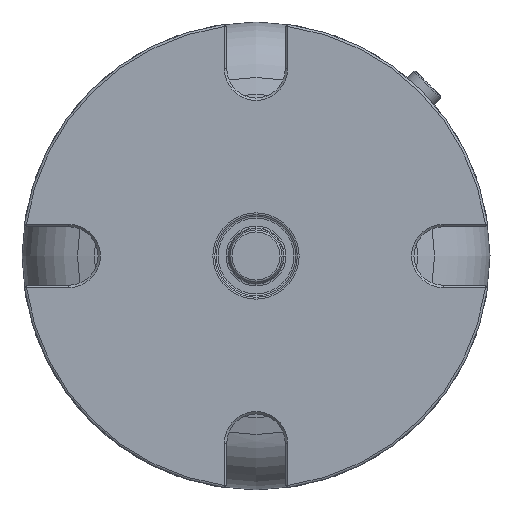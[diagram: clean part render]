
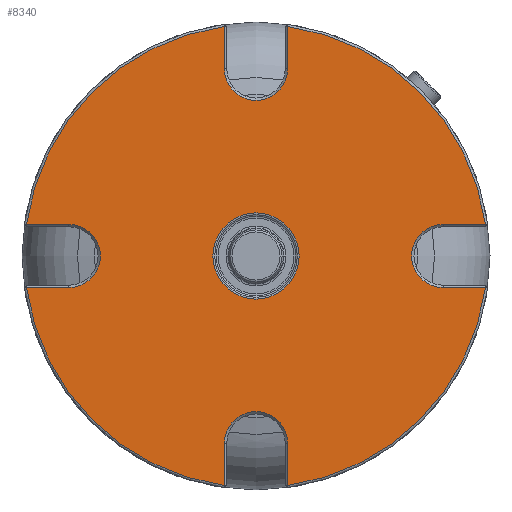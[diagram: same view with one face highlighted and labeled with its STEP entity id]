
A CAD part, front view. The second image highlights one B-rep face of the part: STEP entity #8340.
In plain terms, the highlighted planar face has unit normal (0, -1, 0).
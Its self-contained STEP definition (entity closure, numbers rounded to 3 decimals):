
#97 = DIRECTION ( 'NONE',  ( 0., 0., -1. ) ) ;
#99 = CARTESIAN_POINT ( 'NONE',  ( 0., 0., -40. ) ) ;
#204 = VECTOR ( 'NONE', #5678, 1000. ) ;
#345 = CARTESIAN_POINT ( 'NONE',  ( 6.75, 0., -49.038 ) ) ;
#370 = DIRECTION ( 'NONE',  ( 0., 0., -1. ) ) ;
#468 = EDGE_CURVE ( 'NONE', #4701, #11521, #9716, .T. ) ;
#589 = AXIS2_PLACEMENT_3D ( 'NONE', #11400, #8355, #5955 ) ;
#595 = DIRECTION ( 'NONE',  ( 0., -1., 0. ) ) ;
#646 = EDGE_CURVE ( 'NONE', #10652, #2572, #4627, .T. ) ;
#746 = CIRCLE ( 'NONE', #7810, 49.5 ) ;
#884 = CARTESIAN_POINT ( 'NONE',  ( 0., 0., 40. ) ) ;
#1198 = CARTESIAN_POINT ( 'NONE',  ( -6.75, 0., -40. ) ) ;
#1392 = DIRECTION ( 'NONE',  ( 0., 1., 0. ) ) ;
#1410 = CARTESIAN_POINT ( 'NONE',  ( 0., 0., 0. ) ) ;
#1596 = EDGE_LOOP ( 'NONE', ( #12486, #5561, #7477, #3980, #3950, #3240, #11308, #10915, #2161, #2934, #12007, #5281, #6434, #3691, #1653, #10324 ) ) ;
#1653 = ORIENTED_EDGE ( 'NONE', *, *, #8698, .T. ) ;
#1744 = CARTESIAN_POINT ( 'NONE',  ( 6.75, 0., -49.104 ) ) ;
#2161 = ORIENTED_EDGE ( 'NONE', *, *, #5841, .T. ) ;
#2210 = CARTESIAN_POINT ( 'NONE',  ( 9.214, 0., 0. ) ) ;
#2239 = CARTESIAN_POINT ( 'NONE',  ( 40., 0., -6.75 ) ) ;
#2438 = EDGE_CURVE ( 'NONE', #3936, #7740, #2715, .T. ) ;
#2572 = VERTEX_POINT ( 'NONE', #10766 ) ;
#2595 = CARTESIAN_POINT ( 'NONE',  ( -49.104, 0., -6.75 ) ) ;
#2715 = LINE ( 'NONE', #7646, #12420 ) ;
#2723 = VECTOR ( 'NONE', #12249, 1000. ) ;
#2765 = CARTESIAN_POINT ( 'NONE',  ( -40., 0., -6.75 ) ) ;
#2884 = VECTOR ( 'NONE', #5455, 1000. ) ;
#2893 = AXIS2_PLACEMENT_3D ( 'NONE', #884, #5903, #97 ) ;
#2934 = ORIENTED_EDGE ( 'NONE', *, *, #10949, .T. ) ;
#3173 = CARTESIAN_POINT ( 'NONE',  ( 49.038, 0., -6.75 ) ) ;
#3240 = ORIENTED_EDGE ( 'NONE', *, *, #9525, .T. ) ;
#3366 = AXIS2_PLACEMENT_3D ( 'NONE', #99, #1392, #370 ) ;
#3368 = DIRECTION ( 'NONE',  ( 0., -1., 0. ) ) ;
#3433 = AXIS2_PLACEMENT_3D ( 'NONE', #5805, #7806, #11683 ) ;
#3449 = VECTOR ( 'NONE', #10618, 1000. ) ;
#3495 = EDGE_CURVE ( 'NONE', #11129, #11877, #9002, .T. ) ;
#3588 = VERTEX_POINT ( 'NONE', #11154 ) ;
#3660 = LINE ( 'NONE', #6744, #2723 ) ;
#3691 = ORIENTED_EDGE ( 'NONE', *, *, #10481, .T. ) ;
#3754 = DIRECTION ( 'NONE',  ( 0., 0., -1. ) ) ;
#3791 = VERTEX_POINT ( 'NONE', #7899 ) ;
#3936 = VERTEX_POINT ( 'NONE', #9366 ) ;
#3950 = ORIENTED_EDGE ( 'NONE', *, *, #12294, .T. ) ;
#3980 = ORIENTED_EDGE ( 'NONE', *, *, #6970, .T. ) ;
#4136 = LINE ( 'NONE', #2595, #11548 ) ;
#4157 = EDGE_CURVE ( 'NONE', #2572, #3588, #9630, .T. ) ;
#4356 = CARTESIAN_POINT ( 'NONE',  ( 40., 0., -6.75 ) ) ;
#4412 = DIRECTION ( 'NONE',  ( 0., 0., -1. ) ) ;
#4627 = LINE ( 'NONE', #8418, #2884 ) ;
#4701 = VERTEX_POINT ( 'NONE', #6534 ) ;
#4819 = VERTEX_POINT ( 'NONE', #345 ) ;
#4850 = EDGE_CURVE ( 'NONE', #11078, #10199, #9846, .T. ) ;
#4855 = LINE ( 'NONE', #7884, #3449 ) ;
#5109 = CIRCLE ( 'NONE', #2893, 6.75 ) ;
#5119 = DIRECTION ( 'NONE',  ( 0., -1., 0. ) ) ;
#5190 = FACE_BOUND ( 'NONE', #6511, .T. ) ;
#5281 = ORIENTED_EDGE ( 'NONE', *, *, #12076, .T. ) ;
#5455 = DIRECTION ( 'NONE',  ( 1., 0., 0. ) ) ;
#5561 = ORIENTED_EDGE ( 'NONE', *, *, #646, .T. ) ;
#5654 = AXIS2_PLACEMENT_3D ( 'NONE', #11125, #595, #4412 ) ;
#5678 = DIRECTION ( 'NONE',  ( 0., 0., -1. ) ) ;
#5805 = CARTESIAN_POINT ( 'NONE',  ( -40., 0., 0. ) ) ;
#5841 = EDGE_CURVE ( 'NONE', #7740, #8588, #9889, .T. ) ;
#5903 = DIRECTION ( 'NONE',  ( 0., 1., 0. ) ) ;
#5955 = DIRECTION ( 'NONE',  ( 0., 0., -1. ) ) ;
#6072 = CIRCLE ( 'NONE', #589, 9.214 ) ;
#6148 = FACE_OUTER_BOUND ( 'NONE', #1596, .T. ) ;
#6407 = DIRECTION ( 'NONE',  ( 1., 0., 0. ) ) ;
#6434 = ORIENTED_EDGE ( 'NONE', *, *, #3495, .T. ) ;
#6511 = EDGE_LOOP ( 'NONE', ( #10061 ) ) ;
#6534 = CARTESIAN_POINT ( 'NONE',  ( -49.038, 0., -6.75 ) ) ;
#6561 = CARTESIAN_POINT ( 'NONE',  ( -6.75, 0., -49.038 ) ) ;
#6744 = CARTESIAN_POINT ( 'NONE',  ( 6.75, 0., 40. ) ) ;
#6814 = AXIS2_PLACEMENT_3D ( 'NONE', #9946, #3368, #7219 ) ;
#6970 = EDGE_CURVE ( 'NONE', #3588, #9319, #3660, .T. ) ;
#7219 = DIRECTION ( 'NONE',  ( 0., 0., -1. ) ) ;
#7233 = CARTESIAN_POINT ( 'NONE',  ( 40., 0., 6.75 ) ) ;
#7477 = ORIENTED_EDGE ( 'NONE', *, *, #4157, .T. ) ;
#7541 = LINE ( 'NONE', #11355, #11582 ) ;
#7646 = CARTESIAN_POINT ( 'NONE',  ( -40., 0., 6.75 ) ) ;
#7740 = VERTEX_POINT ( 'NONE', #9978 ) ;
#7806 = DIRECTION ( 'NONE',  ( 0., 1., 0. ) ) ;
#7810 = AXIS2_PLACEMENT_3D ( 'NONE', #9363, #11363, #12466 ) ;
#7846 = CARTESIAN_POINT ( 'NONE',  ( 40., 0., 0. ) ) ;
#7879 = CARTESIAN_POINT ( 'NONE',  ( 0., 0., -9.214 ) ) ;
#7884 = CARTESIAN_POINT ( 'NONE',  ( -6.75, 0., 49.104 ) ) ;
#7899 = CARTESIAN_POINT ( 'NONE',  ( -6.75, 0., 49.038 ) ) ;
#7907 = AXIS2_PLACEMENT_3D ( 'NONE', #1410, #11931, #8258 ) ;
#8161 = PLANE ( 'NONE',  #11873 ) ;
#8185 = EDGE_CURVE ( 'NONE', #3791, #3936, #746, .T. ) ;
#8258 = DIRECTION ( 'NONE',  ( 0., 0., -1. ) ) ;
#8340 = ADVANCED_FACE ( 'NONE', ( #6148, #5190 ), #8161, .T. ) ;
#8355 = DIRECTION ( 'NONE',  ( 0., -1., 0. ) ) ;
#8418 = CARTESIAN_POINT ( 'NONE',  ( 49.104, 0., 6.75 ) ) ;
#8462 = CIRCLE ( 'NONE', #5654, 49.5 ) ;
#8588 = VERTEX_POINT ( 'NONE', #2765 ) ;
#8698 = EDGE_CURVE ( 'NONE', #4819, #11078, #8462, .T. ) ;
#9002 = CIRCLE ( 'NONE', #3366, 6.75 ) ;
#9029 = DIRECTION ( 'NONE',  ( 0., 0., -1. ) ) ;
#9216 = EDGE_CURVE ( 'NONE', #10994, #10994, #6072, .T. ) ;
#9319 = VERTEX_POINT ( 'NONE', #11075 ) ;
#9334 = AXIS2_PLACEMENT_3D ( 'NONE', #7846, #11717, #3754 ) ;
#9363 = CARTESIAN_POINT ( 'NONE',  ( 0., 0., 0. ) ) ;
#9366 = CARTESIAN_POINT ( 'NONE',  ( -49.038, 0., 6.75 ) ) ;
#9415 = DIRECTION ( 'NONE',  ( -1., 0., 0. ) ) ;
#9525 = EDGE_CURVE ( 'NONE', #9796, #3791, #4855, .T. ) ;
#9630 = CIRCLE ( 'NONE', #6814, 49.5 ) ;
#9716 = CIRCLE ( 'NONE', #7907, 49.5 ) ;
#9796 = VERTEX_POINT ( 'NONE', #10360 ) ;
#9846 = LINE ( 'NONE', #4356, #12479 ) ;
#9889 = CIRCLE ( 'NONE', #3433, 6.75 ) ;
#9946 = CARTESIAN_POINT ( 'NONE',  ( 0., 0., 0. ) ) ;
#9958 = CIRCLE ( 'NONE', #9334, 6.75 ) ;
#9978 = CARTESIAN_POINT ( 'NONE',  ( -40., 0., 6.75 ) ) ;
#10061 = ORIENTED_EDGE ( 'NONE', *, *, #9216, .F. ) ;
#10199 = VERTEX_POINT ( 'NONE', #2239 ) ;
#10295 = LINE ( 'NONE', #1744, #204 ) ;
#10324 = ORIENTED_EDGE ( 'NONE', *, *, #4850, .T. ) ;
#10360 = CARTESIAN_POINT ( 'NONE',  ( -6.75, 0., 40. ) ) ;
#10481 = EDGE_CURVE ( 'NONE', #11877, #4819, #10295, .T. ) ;
#10618 = DIRECTION ( 'NONE',  ( 0., 0., 1. ) ) ;
#10652 = VERTEX_POINT ( 'NONE', #7233 ) ;
#10766 = CARTESIAN_POINT ( 'NONE',  ( 49.038, 0., 6.75 ) ) ;
#10915 = ORIENTED_EDGE ( 'NONE', *, *, #2438, .T. ) ;
#10949 = EDGE_CURVE ( 'NONE', #8588, #4701, #4136, .T. ) ;
#10994 = VERTEX_POINT ( 'NONE', #7879 ) ;
#11075 = CARTESIAN_POINT ( 'NONE',  ( 6.75, 0., 40. ) ) ;
#11078 = VERTEX_POINT ( 'NONE', #3173 ) ;
#11125 = CARTESIAN_POINT ( 'NONE',  ( 0., 0., 0. ) ) ;
#11129 = VERTEX_POINT ( 'NONE', #1198 ) ;
#11154 = CARTESIAN_POINT ( 'NONE',  ( 6.75, 0., 49.038 ) ) ;
#11308 = ORIENTED_EDGE ( 'NONE', *, *, #8185, .T. ) ;
#11355 = CARTESIAN_POINT ( 'NONE',  ( -6.75, 0., -40. ) ) ;
#11363 = DIRECTION ( 'NONE',  ( 0., -1., 0. ) ) ;
#11400 = CARTESIAN_POINT ( 'NONE',  ( 0., 0., 0. ) ) ;
#11521 = VERTEX_POINT ( 'NONE', #6561 ) ;
#11548 = VECTOR ( 'NONE', #9415, 1000. ) ;
#11582 = VECTOR ( 'NONE', #12094, 1000. ) ;
#11683 = DIRECTION ( 'NONE',  ( 0., 0., -1. ) ) ;
#11717 = DIRECTION ( 'NONE',  ( 0., 1., 0. ) ) ;
#11873 = AXIS2_PLACEMENT_3D ( 'NONE', #2210, #5119, #9029 ) ;
#11877 = VERTEX_POINT ( 'NONE', #12538 ) ;
#11931 = DIRECTION ( 'NONE',  ( 0., -1., 0. ) ) ;
#12007 = ORIENTED_EDGE ( 'NONE', *, *, #468, .T. ) ;
#12076 = EDGE_CURVE ( 'NONE', #11521, #11129, #7541, .T. ) ;
#12094 = DIRECTION ( 'NONE',  ( 0., 0., 1. ) ) ;
#12115 = DIRECTION ( 'NONE',  ( -1., 0., 0. ) ) ;
#12249 = DIRECTION ( 'NONE',  ( 0., 0., -1. ) ) ;
#12294 = EDGE_CURVE ( 'NONE', #9319, #9796, #5109, .T. ) ;
#12312 = EDGE_CURVE ( 'NONE', #10199, #10652, #9958, .T. ) ;
#12420 = VECTOR ( 'NONE', #6407, 1000. ) ;
#12466 = DIRECTION ( 'NONE',  ( 0., 0., -1. ) ) ;
#12479 = VECTOR ( 'NONE', #12115, 1000. ) ;
#12486 = ORIENTED_EDGE ( 'NONE', *, *, #12312, .T. ) ;
#12538 = CARTESIAN_POINT ( 'NONE',  ( 6.75, 0., -40. ) ) ;
